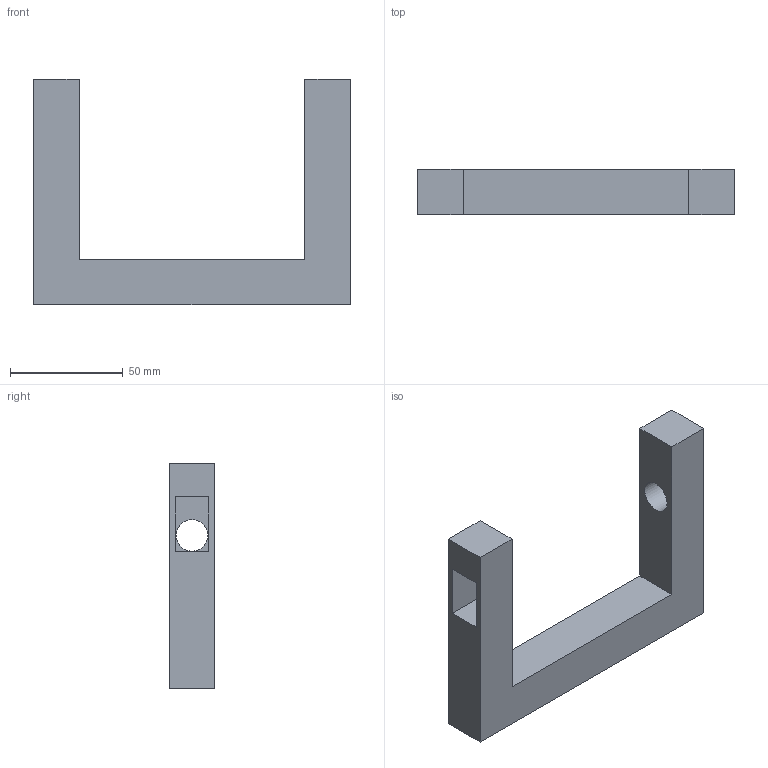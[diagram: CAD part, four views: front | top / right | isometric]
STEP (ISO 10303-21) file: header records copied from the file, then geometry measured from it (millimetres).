
FILE_DESCRIPTION(/* description */ (''),/* implementation_level */ '2;1');
FILE_NAME(/* name */ 'solar_bracket v12.step',/* time_stamp */ '2024-11-12T12:21:33+02:00',/* author */ (''),/* organization */ (''),/* preprocessor_version */ 'ST-DEVELOPER v20',/* originating_system */ 'Autodesk Translation Framework v13.20.0.188',/* authorisation */ '');
FILE_SCHEMA (('AUTOMOTIVE_DESIGN { 1 0 10303 214 3 1 1 }'));
Length unit declared in the file: millimetre
Products named in the file (1): solar_bracket
Bounding box: 140 x 20 x 100 mm (x, y, z)
Volume: 99639.4 mm3; surface area: 30477.7 mm2
Topology: 1 solids, 1 shells, 27 faces, 69 edges, 46 vertices
Faces by surface type: plane 24, cylinder 3
Full cylindrical faces by diameter (mm): 14 x1
Entity records: 850 total; most frequent: CARTESIAN_POINT 143, ORIENTED_EDGE 138, DIRECTION 131, EDGE_CURVE 69, LINE 63, VECTOR 63, VERTEX_POINT 46, AXIS2_PLACEMENT_3D 34
